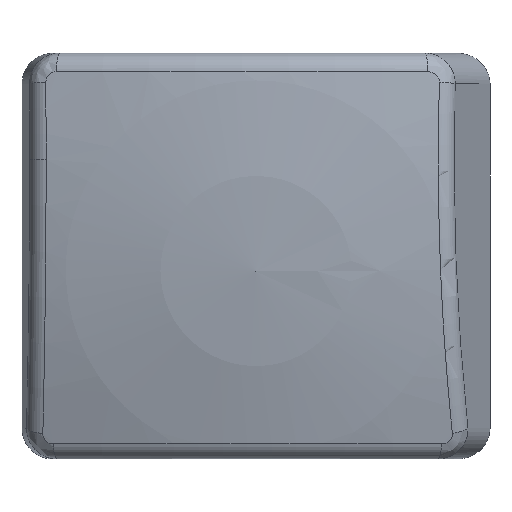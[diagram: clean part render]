
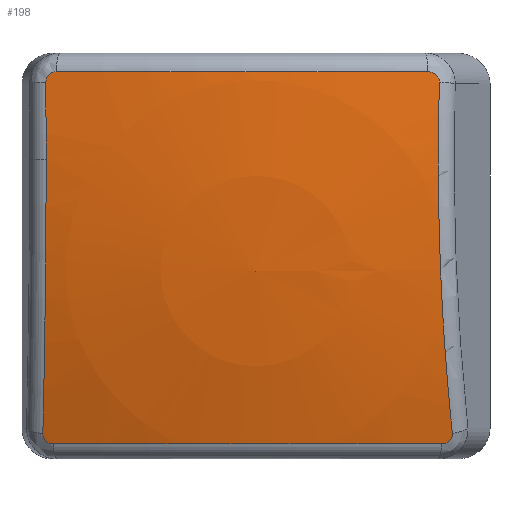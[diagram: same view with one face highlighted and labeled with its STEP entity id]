
A CAD part, top view. The second image highlights one B-rep face of the part: STEP entity #198.
In plain terms, the highlighted spherical face has radius 52.511 mm.
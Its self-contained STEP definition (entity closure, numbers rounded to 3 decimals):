
#55=CARTESIAN_POINT('',(233.102,-76.888,-44.056));
#56=DIRECTION('',(0.,-0.105,0.995));
#57=DIRECTION('',(1.,-0.,-0.));
#58=AXIS2_PLACEMENT_3D('',#55,#56,#57);
#59=SPHERICAL_SURFACE('',#58,52.511);
#60=CARTESIAN_POINT('',(233.102,-82.376,8.167));
#61=VERTEX_POINT('',#60);
#62=CARTESIAN_POINT('',(242.146,-82.294,7.387));
#63=VERTEX_POINT('',#62);
#64=CARTESIAN_POINT('',(233.102,-76.888,-44.056));
#65=DIRECTION('',(0.,0.995,0.105));
#66=DIRECTION('',(1.,-0.,-0.));
#67=AXIS2_PLACEMENT_3D('',#64,#65,#66);
#68=CIRCLE('',#67,52.511);
#69=EDGE_CURVE('',#61,#63,#68,.T.);
#70=ORIENTED_EDGE('',*,*,#69,.T.);
#71=CARTESIAN_POINT('',(242.09,-73.101,7.541));
#72=VERTEX_POINT('',#71);
#73=CARTESIAN_POINT('',(257.622,-76.888,-35.132));
#74=DIRECTION('',(-0.94,0.,-0.342));
#75=DIRECTION('',(-0.342,0.,0.94));
#76=AXIS2_PLACEMENT_3D('',#73,#74,#75);
#77=CIRCLE('',#76,45.569);
#78=EDGE_CURVE('',#63,#72,#77,.T.);
#79=ORIENTED_EDGE('',*,*,#78,.T.);
#80=CARTESIAN_POINT('',(241.528,-72.591,7.596));
#81=VERTEX_POINT('',#80);
#82=CARTESIAN_POINT('',(242.09,-73.101,7.541));
#83=CARTESIAN_POINT('',(242.092,-73.029,7.535));
#84=CARTESIAN_POINT('',(242.077,-72.958,7.533));
#85=CARTESIAN_POINT('',(242.046,-72.894,7.533));
#86=CARTESIAN_POINT('',(242.016,-72.829,7.533));
#87=CARTESIAN_POINT('',(241.971,-72.774,7.537));
#88=CARTESIAN_POINT('',(241.917,-72.728,7.542));
#89=CARTESIAN_POINT('',(241.808,-72.636,7.553));
#90=CARTESIAN_POINT('',(241.669,-72.591,7.573));
#91=CARTESIAN_POINT('',(241.528,-72.591,7.596));
#92=B_SPLINE_CURVE_WITH_KNOTS('',3,(#82,#83,#84,#85,#86,#87,#88,#89,#90,#91),.UNSPECIFIED.,.F.,.F.,(4,3,3,4),(0.,0.,0.,0.001),.UNSPECIFIED.);
#93=EDGE_CURVE('',#72,#81,#92,.T.);
#94=ORIENTED_EDGE('',*,*,#93,.T.);
#95=CARTESIAN_POINT('',(223.319,-72.591,7.356));
#96=VERTEX_POINT('',#95);
#97=CARTESIAN_POINT('',(233.102,-72.591,-44.056));
#98=DIRECTION('',(0.,-1.,-0.));
#99=DIRECTION('',(1.,0.,0.));
#100=AXIS2_PLACEMENT_3D('',#97,#98,#99);
#101=CIRCLE('',#100,52.335);
#102=EDGE_CURVE('',#81,#96,#101,.T.);
#103=ORIENTED_EDGE('',*,*,#102,.T.);
#104=CARTESIAN_POINT('',(222.802,-73.101,7.295));
#105=VERTEX_POINT('',#104);
#106=CARTESIAN_POINT('',(223.319,-72.591,7.356));
#107=CARTESIAN_POINT('',(223.252,-72.591,7.344));
#108=CARTESIAN_POINT('',(223.185,-72.604,7.332));
#109=CARTESIAN_POINT('',(223.123,-72.628,7.322));
#110=CARTESIAN_POINT('',(223.061,-72.653,7.312));
#111=CARTESIAN_POINT('',(223.003,-72.69,7.303));
#112=CARTESIAN_POINT('',(222.955,-72.737,7.298));
#113=CARTESIAN_POINT('',(222.907,-72.784,7.292));
#114=CARTESIAN_POINT('',(222.868,-72.841,7.289));
#115=CARTESIAN_POINT('',(222.841,-72.903,7.288));
#116=CARTESIAN_POINT('',(222.815,-72.965,7.288));
#117=CARTESIAN_POINT('',(222.801,-73.032,7.29));
#118=CARTESIAN_POINT('',(222.802,-73.101,7.295));
#119=B_SPLINE_CURVE_WITH_KNOTS('',3,(#106,#107,#108,#109,#110,#111,#112,#113,#114,#115,#116,#117,#118),.UNSPECIFIED.,.F.,.F.,(4,3,3,3,4),(0.,0.,0.,0.001,0.001),.UNSPECIFIED.);
#120=EDGE_CURVE('',#96,#105,#119,.T.);
#121=ORIENTED_EDGE('',*,*,#120,.T.);
#122=CARTESIAN_POINT('',(222.814,-76.888,7.437));
#123=VERTEX_POINT('',#122);
#124=CARTESIAN_POINT('',(218.422,-76.888,-42.772));
#125=DIRECTION('',(0.996,0.,-0.087));
#126=DIRECTION('',(-0.087,0.,-0.996));
#127=AXIS2_PLACEMENT_3D('',#124,#125,#126);
#128=CIRCLE('',#127,50.401);
#129=EDGE_CURVE('',#105,#123,#128,.T.);
#130=ORIENTED_EDGE('',*,*,#129,.T.);
#131=CARTESIAN_POINT('',(222.656,-90.306,5.625));
#132=VERTEX_POINT('',#131);
#133=CARTESIAN_POINT('',(218.422,-76.888,-42.772));
#134=DIRECTION('',(0.996,0.,-0.087));
#135=DIRECTION('',(-0.087,0.,-0.996));
#136=AXIS2_PLACEMENT_3D('',#133,#134,#135);
#137=CIRCLE('',#136,50.401);
#138=EDGE_CURVE('',#123,#132,#137,.T.);
#139=ORIENTED_EDGE('',*,*,#138,.T.);
#140=CARTESIAN_POINT('',(223.164,-90.815,5.589));
#141=VERTEX_POINT('',#140);
#142=CARTESIAN_POINT('',(222.656,-90.306,5.625));
#143=CARTESIAN_POINT('',(222.654,-90.371,5.607));
#144=CARTESIAN_POINT('',(222.666,-90.438,5.592));
#145=CARTESIAN_POINT('',(222.69,-90.5,5.58));
#146=CARTESIAN_POINT('',(222.715,-90.561,5.568));
#147=CARTESIAN_POINT('',(222.753,-90.619,5.56));
#148=CARTESIAN_POINT('',(222.8,-90.667,5.557));
#149=CARTESIAN_POINT('',(222.848,-90.714,5.553));
#150=CARTESIAN_POINT('',(222.906,-90.752,5.555));
#151=CARTESIAN_POINT('',(222.968,-90.777,5.56));
#152=CARTESIAN_POINT('',(223.031,-90.803,5.566));
#153=CARTESIAN_POINT('',(223.097,-90.815,5.576));
#154=CARTESIAN_POINT('',(223.164,-90.815,5.589));
#155=B_SPLINE_CURVE_WITH_KNOTS('',3,(#142,#143,#144,#145,#146,#147,#148,#149,#150,#151,#152,#153,#154),.UNSPECIFIED.,.F.,.F.,(4,3,3,3,4),(0.,0.,0.,0.001,0.001),.UNSPECIFIED.);
#156=EDGE_CURVE('',#132,#141,#155,.T.);
#157=ORIENTED_EDGE('',*,*,#156,.T.);
#158=CARTESIAN_POINT('',(242.199,-90.815,5.75));
#159=VERTEX_POINT('',#158);
#160=CARTESIAN_POINT('',(233.102,-90.815,-44.056));
#161=DIRECTION('',(0.,1.,0.));
#162=DIRECTION('',(0.,-0.,1.));
#163=AXIS2_PLACEMENT_3D('',#160,#161,#162);
#164=CIRCLE('',#163,50.631);
#165=EDGE_CURVE('',#141,#159,#164,.T.);
#166=ORIENTED_EDGE('',*,*,#165,.T.);
#167=CARTESIAN_POINT('',(242.727,-90.306,5.791));
#168=VERTEX_POINT('',#167);
#169=CARTESIAN_POINT('',(242.199,-90.815,5.75));
#170=CARTESIAN_POINT('',(242.269,-90.815,5.737));
#171=CARTESIAN_POINT('',(242.338,-90.804,5.727));
#172=CARTESIAN_POINT('',(242.404,-90.782,5.722));
#173=CARTESIAN_POINT('',(242.47,-90.759,5.716));
#174=CARTESIAN_POINT('',(242.532,-90.723,5.714));
#175=CARTESIAN_POINT('',(242.584,-90.676,5.717));
#176=CARTESIAN_POINT('',(242.636,-90.629,5.72));
#177=CARTESIAN_POINT('',(242.677,-90.57,5.728));
#178=CARTESIAN_POINT('',(242.701,-90.506,5.741));
#179=CARTESIAN_POINT('',(242.714,-90.474,5.748));
#180=CARTESIAN_POINT('',(242.722,-90.44,5.755));
#181=CARTESIAN_POINT('',(242.726,-90.407,5.764));
#182=CARTESIAN_POINT('',(242.73,-90.373,5.772));
#183=CARTESIAN_POINT('',(242.731,-90.339,5.781));
#184=CARTESIAN_POINT('',(242.727,-90.306,5.791));
#185=B_SPLINE_CURVE_WITH_KNOTS('',3,(#169,#170,#171,#172,#173,#174,#175,#176,#177,#178,#179,#180,#181,#182,#183,#184),.UNSPECIFIED.,.F.,.F.,(4,3,3,3,3,4),(0.,0.,0.,0.001,0.001,0.001),.UNSPECIFIED.);
#186=EDGE_CURVE('',#159,#168,#185,.T.);
#187=ORIENTED_EDGE('',*,*,#186,.T.);
#188=CARTESIAN_POINT('',(257.622,-76.888,-35.132));
#189=DIRECTION('',(-0.94,0.,-0.342));
#190=DIRECTION('',(-0.342,0.,0.94));
#191=AXIS2_PLACEMENT_3D('',#188,#189,#190);
#192=CIRCLE('',#191,45.569);
#193=EDGE_CURVE('',#168,#63,#192,.T.);
#194=ORIENTED_EDGE('',*,*,#193,.T.);
#195=ORIENTED_EDGE('',*,*,#69,.F.);
#196=EDGE_LOOP('',(#70,#79,#94,#103,#121,#130,#139,#157,#166,#187,#194,#195));
#197=FACE_BOUND('',#196,.T.);
#198=ADVANCED_FACE('',(#197),#59,.T.);
